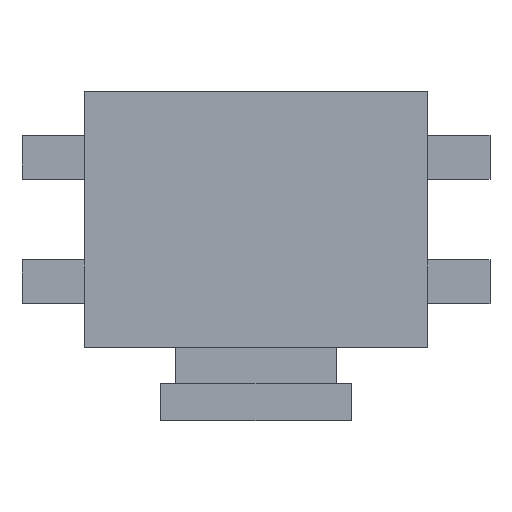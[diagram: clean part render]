
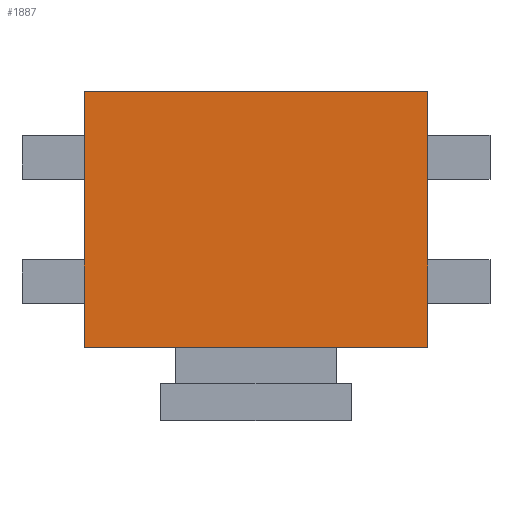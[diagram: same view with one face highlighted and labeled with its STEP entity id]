
A CAD part, top view. The second image highlights one B-rep face of the part: STEP entity #1887.
In plain terms, the highlighted planar face has unit normal (0, 0, 1).
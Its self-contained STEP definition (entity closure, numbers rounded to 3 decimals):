
#186 = PLANE('',#187);
#187 = AXIS2_PLACEMENT_3D('',#188,#189,#190);
#188 = CARTESIAN_POINT('',(-2.35,-1.75,0.));
#189 = DIRECTION('',(-1.,0.,0.));
#190 = DIRECTION('',(0.,1.,0.));
#214 = PLANE('',#215);
#215 = AXIS2_PLACEMENT_3D('',#216,#217,#218);
#216 = CARTESIAN_POINT('',(-2.35,1.75,0.));
#217 = DIRECTION('',(0.,1.,0.));
#218 = DIRECTION('',(1.,0.,0.));
#242 = PLANE('',#243);
#243 = AXIS2_PLACEMENT_3D('',#244,#245,#246);
#244 = CARTESIAN_POINT('',(2.35,1.75,0.));
#245 = DIRECTION('',(1.,0.,0.));
#246 = DIRECTION('',(0.,-1.,0.));
#464 = PLANE('',#465);
#465 = AXIS2_PLACEMENT_3D('',#466,#467,#468);
#466 = CARTESIAN_POINT('',(2.35,-1.75,0.));
#467 = DIRECTION('',(0.,-1.,0.));
#468 = DIRECTION('',(-1.,0.,0.));
#715 = VERTEX_POINT('',#716);
#716 = CARTESIAN_POINT('',(-2.35,-1.75,1.65));
#737 = EDGE_CURVE('',#715,#738,#740,.T.);
#738 = VERTEX_POINT('',#739);
#739 = CARTESIAN_POINT('',(-2.35,1.75,1.65));
#740 = SURFACE_CURVE('',#741,(#745,#752),.PCURVE_S1.);
#741 = LINE('',#742,#743);
#742 = CARTESIAN_POINT('',(-2.35,-1.75,1.65));
#743 = VECTOR('',#744,1.);
#744 = DIRECTION('',(0.,1.,0.));
#745 = PCURVE('',#186,#746);
#746 = DEFINITIONAL_REPRESENTATION('',(#747),#751);
#747 = LINE('',#748,#749);
#748 = CARTESIAN_POINT('',(0.,-1.65));
#749 = VECTOR('',#750,1.);
#750 = DIRECTION('',(1.,0.));
#751 = ( GEOMETRIC_REPRESENTATION_CONTEXT(2) 
PARAMETRIC_REPRESENTATION_CONTEXT() REPRESENTATION_CONTEXT('2D SPACE',''
  ) );
#752 = PCURVE('',#753,#758);
#753 = PLANE('',#754);
#754 = AXIS2_PLACEMENT_3D('',#755,#756,#757);
#755 = CARTESIAN_POINT('',(0.,0.,1.65));
#756 = DIRECTION('',(-0.,-0.,-1.));
#757 = DIRECTION('',(-1.,0.,0.));
#758 = DEFINITIONAL_REPRESENTATION('',(#759),#763);
#759 = LINE('',#760,#761);
#760 = CARTESIAN_POINT('',(2.35,-1.75));
#761 = VECTOR('',#762,1.);
#762 = DIRECTION('',(0.,1.));
#763 = ( GEOMETRIC_REPRESENTATION_CONTEXT(2) 
PARAMETRIC_REPRESENTATION_CONTEXT() REPRESENTATION_CONTEXT('2D SPACE',''
  ) );
#988 = EDGE_CURVE('',#738,#989,#991,.T.);
#989 = VERTEX_POINT('',#990);
#990 = CARTESIAN_POINT('',(2.35,1.75,1.65));
#991 = SURFACE_CURVE('',#992,(#996,#1003),.PCURVE_S1.);
#992 = LINE('',#993,#994);
#993 = CARTESIAN_POINT('',(-2.35,1.75,1.65));
#994 = VECTOR('',#995,1.);
#995 = DIRECTION('',(1.,0.,0.));
#996 = PCURVE('',#214,#997);
#997 = DEFINITIONAL_REPRESENTATION('',(#998),#1002);
#998 = LINE('',#999,#1000);
#999 = CARTESIAN_POINT('',(0.,-1.65));
#1000 = VECTOR('',#1001,1.);
#1001 = DIRECTION('',(1.,0.));
#1002 = ( GEOMETRIC_REPRESENTATION_CONTEXT(2) 
PARAMETRIC_REPRESENTATION_CONTEXT() REPRESENTATION_CONTEXT('2D SPACE',''
  ) );
#1003 = PCURVE('',#753,#1004);
#1004 = DEFINITIONAL_REPRESENTATION('',(#1005),#1009);
#1005 = LINE('',#1006,#1007);
#1006 = CARTESIAN_POINT('',(2.35,1.75));
#1007 = VECTOR('',#1008,1.);
#1008 = DIRECTION('',(-1.,0.));
#1009 = ( GEOMETRIC_REPRESENTATION_CONTEXT(2) 
PARAMETRIC_REPRESENTATION_CONTEXT() REPRESENTATION_CONTEXT('2D SPACE',''
  ) );
#1038 = EDGE_CURVE('',#989,#1039,#1041,.T.);
#1039 = VERTEX_POINT('',#1040);
#1040 = CARTESIAN_POINT('',(2.35,-1.75,1.65));
#1041 = SURFACE_CURVE('',#1042,(#1046,#1053),.PCURVE_S1.);
#1042 = LINE('',#1043,#1044);
#1043 = CARTESIAN_POINT('',(2.35,1.75,1.65));
#1044 = VECTOR('',#1045,1.);
#1045 = DIRECTION('',(0.,-1.,0.));
#1046 = PCURVE('',#242,#1047);
#1047 = DEFINITIONAL_REPRESENTATION('',(#1048),#1052);
#1048 = LINE('',#1049,#1050);
#1049 = CARTESIAN_POINT('',(0.,-1.65));
#1050 = VECTOR('',#1051,1.);
#1051 = DIRECTION('',(1.,0.));
#1052 = ( GEOMETRIC_REPRESENTATION_CONTEXT(2) 
PARAMETRIC_REPRESENTATION_CONTEXT() REPRESENTATION_CONTEXT('2D SPACE',''
  ) );
#1053 = PCURVE('',#753,#1054);
#1054 = DEFINITIONAL_REPRESENTATION('',(#1055),#1059);
#1055 = LINE('',#1056,#1057);
#1056 = CARTESIAN_POINT('',(-2.35,1.75));
#1057 = VECTOR('',#1058,1.);
#1058 = DIRECTION('',(0.,-1.));
#1059 = ( GEOMETRIC_REPRESENTATION_CONTEXT(2) 
PARAMETRIC_REPRESENTATION_CONTEXT() REPRESENTATION_CONTEXT('2D SPACE',''
  ) );
#1348 = EDGE_CURVE('',#1039,#715,#1349,.T.);
#1349 = SURFACE_CURVE('',#1350,(#1354,#1361),.PCURVE_S1.);
#1350 = LINE('',#1351,#1352);
#1351 = CARTESIAN_POINT('',(2.35,-1.75,1.65));
#1352 = VECTOR('',#1353,1.);
#1353 = DIRECTION('',(-1.,0.,0.));
#1354 = PCURVE('',#464,#1355);
#1355 = DEFINITIONAL_REPRESENTATION('',(#1356),#1360);
#1356 = LINE('',#1357,#1358);
#1357 = CARTESIAN_POINT('',(0.,-1.65));
#1358 = VECTOR('',#1359,1.);
#1359 = DIRECTION('',(1.,0.));
#1360 = ( GEOMETRIC_REPRESENTATION_CONTEXT(2) 
PARAMETRIC_REPRESENTATION_CONTEXT() REPRESENTATION_CONTEXT('2D SPACE',''
  ) );
#1361 = PCURVE('',#753,#1362);
#1362 = DEFINITIONAL_REPRESENTATION('',(#1363),#1367);
#1363 = LINE('',#1364,#1365);
#1364 = CARTESIAN_POINT('',(-2.35,-1.75));
#1365 = VECTOR('',#1366,1.);
#1366 = DIRECTION('',(1.,0.));
#1367 = ( GEOMETRIC_REPRESENTATION_CONTEXT(2) 
PARAMETRIC_REPRESENTATION_CONTEXT() REPRESENTATION_CONTEXT('2D SPACE',''
  ) );
#1887 = ADVANCED_FACE('',(#1888),#753,.F.);
#1888 = FACE_BOUND('',#1889,.F.);
#1889 = EDGE_LOOP('',(#1890,#1891,#1892,#1893));
#1890 = ORIENTED_EDGE('',*,*,#988,.T.);
#1891 = ORIENTED_EDGE('',*,*,#1038,.T.);
#1892 = ORIENTED_EDGE('',*,*,#1348,.T.);
#1893 = ORIENTED_EDGE('',*,*,#737,.T.);
